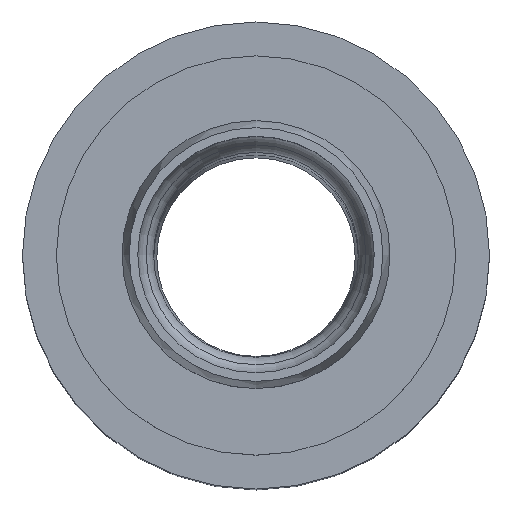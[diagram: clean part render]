
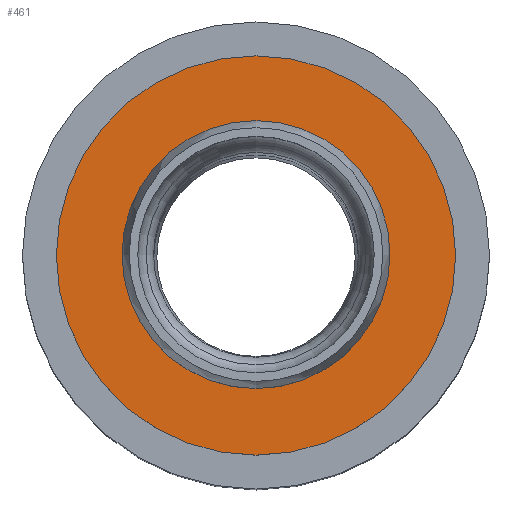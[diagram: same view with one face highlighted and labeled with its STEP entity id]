
A CAD part, top view. The second image highlights one B-rep face of the part: STEP entity #461.
In plain terms, the highlighted planar face has unit normal (0, 0, 1).
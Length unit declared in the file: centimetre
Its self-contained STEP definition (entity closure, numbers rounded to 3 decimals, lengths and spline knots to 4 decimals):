
#30=FACE_BOUND('',#142,.T.);
#36=PLANE('',#542);
#107=FACE_OUTER_BOUND('',#141,.T.);
#141=EDGE_LOOP('',(#426));
#142=EDGE_LOOP('',(#427));
#192=CIRCLE('',#537,38.);
#194=CIRCLE('',#541,21.5);
#233=VERTEX_POINT('',#969);
#235=VERTEX_POINT('',#976);
#296=EDGE_CURVE('',#233,#233,#192,.T.);
#299=EDGE_CURVE('',#235,#235,#194,.T.);
#426=ORIENTED_EDGE('',*,*,#296,.F.);
#427=ORIENTED_EDGE('',*,*,#299,.T.);
#461=ADVANCED_FACE('',(#107,#30),#36,.T.);
#537=AXIS2_PLACEMENT_3D('',#971,#699,#700);
#541=AXIS2_PLACEMENT_3D('',#978,#708,#709);
#542=AXIS2_PLACEMENT_3D('',#979,#710,#711);
#699=DIRECTION('center_axis',(0.,0.,-1.));
#700=DIRECTION('ref_axis',(1.,0.,0.));
#708=DIRECTION('center_axis',(0.,0.,-1.));
#709=DIRECTION('ref_axis',(1.,0.,0.));
#710=DIRECTION('center_axis',(0.,0.,1.));
#711=DIRECTION('ref_axis',(0.,-1.,0.));
#969=CARTESIAN_POINT('',(-38.,0.,179.));
#971=CARTESIAN_POINT('Origin',(0.,0.,179.));
#976=CARTESIAN_POINT('',(-21.5,0.,179.));
#978=CARTESIAN_POINT('Origin',(0.,0.,179.));
#979=CARTESIAN_POINT('Origin',(38.,0.,179.));
